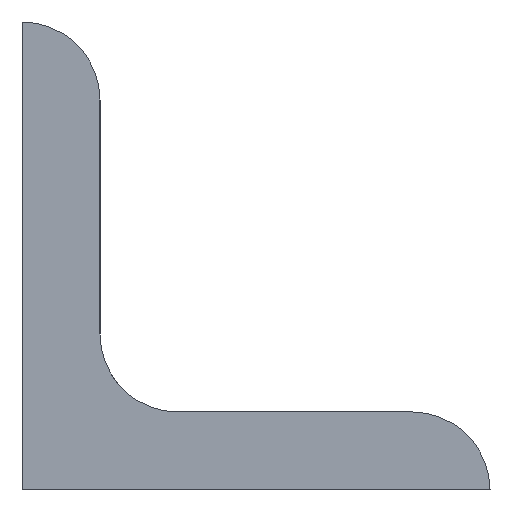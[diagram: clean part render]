
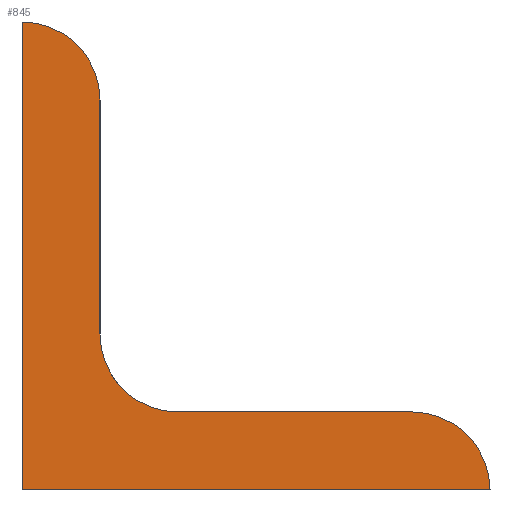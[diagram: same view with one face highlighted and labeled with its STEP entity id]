
A CAD part, left-side view. The second image highlights one B-rep face of the part: STEP entity #845.
In plain terms, the highlighted planar face has unit normal (-1, 0, 0).
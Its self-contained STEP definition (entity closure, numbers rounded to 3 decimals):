
#567=CARTESIAN_POINT('',(-1.406,-0.25,1.25));
#568=VERTEX_POINT('',#567);
#575=CARTESIAN_POINT('',(-1.406,-0.25,0.5));
#576=VERTEX_POINT('',#575);
#577=CARTESIAN_POINT('',(-1.406,-0.25,1.25));
#578=DIRECTION('',(0.0,0.0,-1.0));
#579=VECTOR('',#578,0.75);
#580=LINE('',#577,#579);
#581=EDGE_CURVE('',#568,#576,#580,.T.);
#617=CARTESIAN_POINT('',(-1.406,-1.25,0.25));
#618=VERTEX_POINT('',#617);
#625=CARTESIAN_POINT('',(-1.406,-1.5,0.));
#626=VERTEX_POINT('',#625);
#627=CARTESIAN_POINT('',(-1.406,-1.25,0.));
#628=DIRECTION('',(1.0,0.,0.));
#629=DIRECTION('',(0.,-0.707,0.707));
#630=AXIS2_PLACEMENT_3D('',#627,#628,#629);
#631=CIRCLE('',#630,0.25);
#632=EDGE_CURVE('',#618,#626,#631,.T.);
#656=CARTESIAN_POINT('',(-1.406,-0.5,0.25));
#657=VERTEX_POINT('',#656);
#664=CARTESIAN_POINT('',(-1.406,-0.5,0.25));
#665=DIRECTION('',(0.0,-1.0,0.0));
#666=VECTOR('',#665,0.75);
#667=LINE('',#664,#666);
#668=EDGE_CURVE('',#657,#618,#667,.T.);
#691=CARTESIAN_POINT('',(-1.406,-0.5,0.5));
#692=DIRECTION('',(-1.0,0.,0.));
#693=DIRECTION('',(0.,0.707,-0.707));
#694=AXIS2_PLACEMENT_3D('',#691,#692,#693);
#695=CIRCLE('',#694,0.25);
#696=EDGE_CURVE('',#576,#657,#695,.T.);
#724=CARTESIAN_POINT('',(-1.406,0.,1.5));
#725=VERTEX_POINT('',#724);
#732=CARTESIAN_POINT('',(-1.406,0.,1.25));
#733=DIRECTION('',(1.0,0.,0.));
#734=DIRECTION('',(0.,-0.707,0.707));
#735=AXIS2_PLACEMENT_3D('',#732,#733,#734);
#736=CIRCLE('',#735,0.25);
#737=EDGE_CURVE('',#725,#568,#736,.T.);
#756=CARTESIAN_POINT('',(-1.406,0.,0.));
#757=VERTEX_POINT('',#756);
#764=CARTESIAN_POINT('',(-1.406,0.,0.));
#765=DIRECTION('',(0.0,0.0,1.0));
#766=VECTOR('',#765,1.5);
#767=LINE('',#764,#766);
#768=EDGE_CURVE('',#757,#725,#767,.T.);
#798=CARTESIAN_POINT('',(-1.406,-1.5,0.));
#799=DIRECTION('',(0.0,1.0,0.0));
#800=VECTOR('',#799,1.5);
#801=LINE('',#798,#800);
#802=EDGE_CURVE('',#626,#757,#801,.T.);
#831=CARTESIAN_POINT('',(-1.406,-0.568,0.568));
#832=DIRECTION('',(-1.0,0.0,0.0));
#833=DIRECTION('',(0.0,0.0,-1.0));
#834=AXIS2_PLACEMENT_3D('',#831,#832,#833);
#835=PLANE('',#834);
#836=ORIENTED_EDGE('',*,*,#802,.F.);
#837=ORIENTED_EDGE('',*,*,#632,.F.);
#838=ORIENTED_EDGE('',*,*,#668,.F.);
#839=ORIENTED_EDGE('',*,*,#696,.F.);
#840=ORIENTED_EDGE('',*,*,#581,.F.);
#841=ORIENTED_EDGE('',*,*,#737,.F.);
#842=ORIENTED_EDGE('',*,*,#768,.F.);
#843=EDGE_LOOP('',(#836,#837,#838,#839,#840,#841,#842));
#844=FACE_OUTER_BOUND('',#843,.T.);
#845=ADVANCED_FACE('',(#844),#835,.T.);
